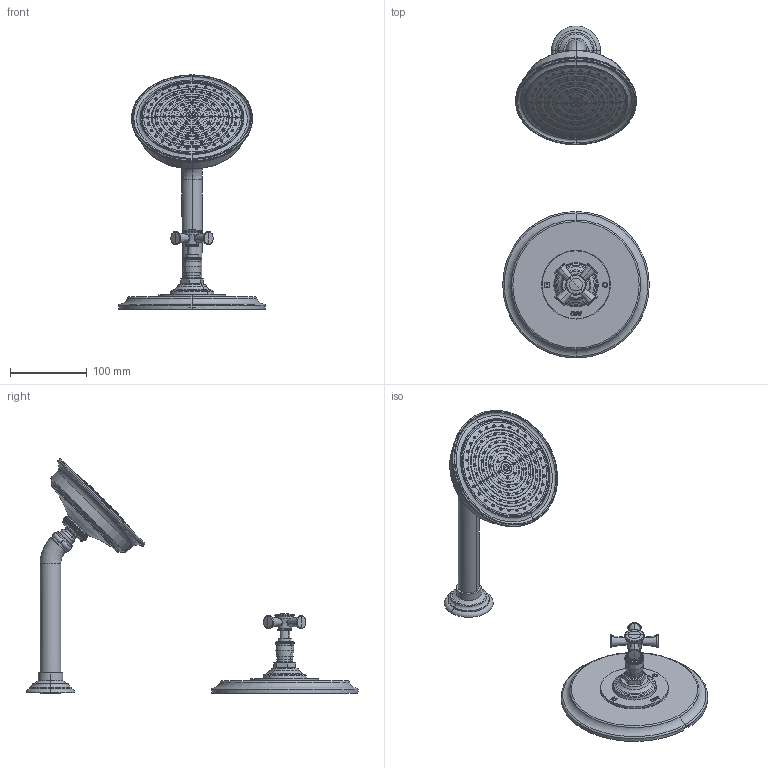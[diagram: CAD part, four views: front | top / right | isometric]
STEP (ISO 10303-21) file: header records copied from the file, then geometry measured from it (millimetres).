
FILE_DESCRIPTION((''),'2;1');
FILE_NAME('3-2904BP_','2021-08-26T16:26:29',('rsmith'),(''),'CREO PARAMETRIC BY PTC INC, 2018400','CREO PARAMETRIC BY PTC INC, 2018400','');
FILE_SCHEMA(('AUTOMOTIVE_DESIGN { 1 0 10303 214 1 1 1 1 }'));
Products named in the file (1): 3-2904BP_
Bounding box: 190.5 x 431.8 x 304.73 mm (x, y, z)
Volume: 887345.3 mm3; surface area: 178530.5 mm2
Topology: 39 solids, 40 shells, 1981 faces, 4767 edges, 3054 vertices
Faces by surface type: plane 656, cylinder 522, torus 304, cone 206, bspline 134, extrusion 95, sphere 64
Entity records: 121443 total; most frequent: CARTESIAN_POINT 47653, ORIENTED_EDGE 9510, DIRECTION 8922, PRESENTATION_STYLE_ASSIGNMENT 6579, STYLED_ITEM 4799, CURVE_STYLE 4755, EDGE_CURVE 4755, AXIS2_PLACEMENT_3D 3838
